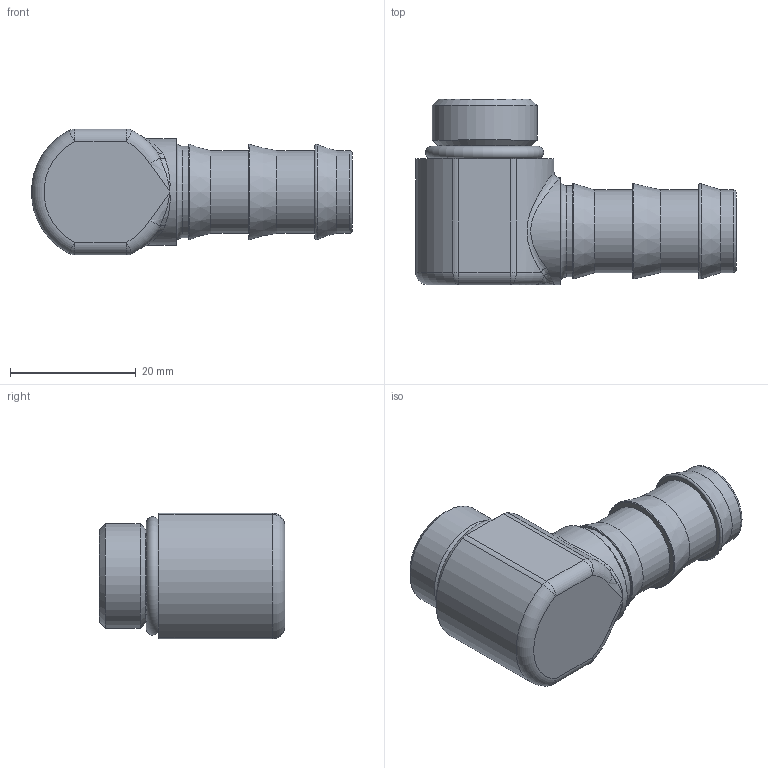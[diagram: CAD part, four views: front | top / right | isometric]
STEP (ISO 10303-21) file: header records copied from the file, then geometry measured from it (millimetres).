
FILE_DESCRIPTION(/* description */ (''),/* implementation_level */ '2;1');
FILE_NAME(/* name */ 'MKW 13 T90.stp',/* time_stamp */ '2023-04-25T10:46:44+02:00',/* author */ ('meier'),/* organization */ (''),/* preprocessor_version */ 'ST-DEVELOPER v18.1',/* originating_system */ 'Autodesk Inventor 2022',/* authorisation */ '0 mm^3');
FILE_SCHEMA (('AUTOMOTIVE_DESIGN { 1 0 10303 214 3 1 1 }'));
Length unit declared in the file: millimetre
Products named in the file (1): LUE_00033198
Bounding box: 50.96 x 29.5 x 20 mm (x, y, z)
Volume: 10001.1 mm3; surface area: 5850.9 mm2
Topology: 1 solids, 1 shells, 61 faces, 136 edges, 77 vertices
Faces by surface type: cylinder 20, plane 11, torus 10, cone 9, bspline 7, sphere 4
Full cylindrical faces by diameter (mm): 9 x2, 13.15 x3, 14.5 x1, 14.85 x2, 16.66 x1, 17 x1
Entity records: 2125 total; most frequent: CARTESIAN_POINT 664, DIRECTION 312, ORIENTED_EDGE 262, AXIS2_PLACEMENT_3D 141, EDGE_CURVE 131, CIRCLE 79, VERTEX_POINT 77, EDGE_LOOP 69
